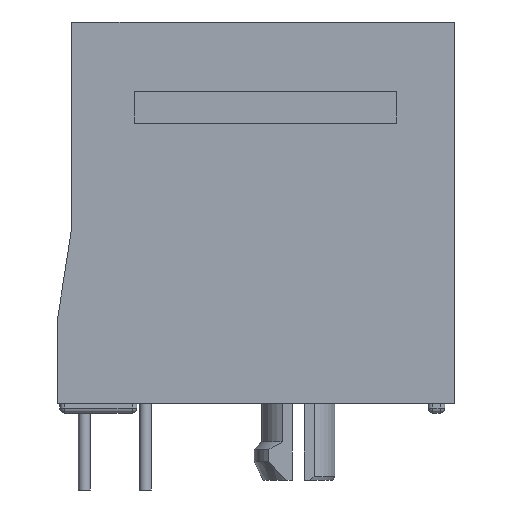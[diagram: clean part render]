
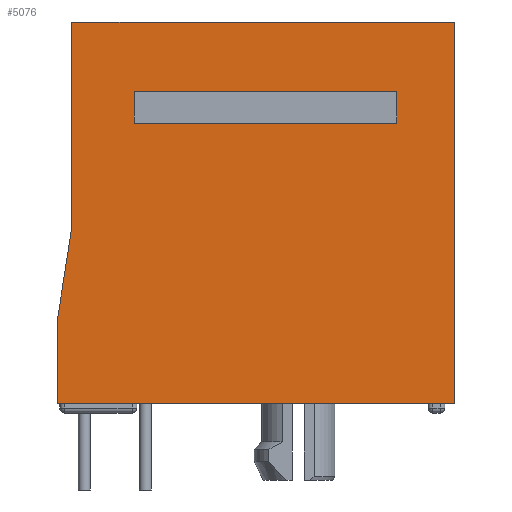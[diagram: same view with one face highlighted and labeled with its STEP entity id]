
A CAD part, front view. The second image highlights one B-rep face of the part: STEP entity #5076.
In plain terms, the highlighted planar face has unit normal (0, -1, 0).
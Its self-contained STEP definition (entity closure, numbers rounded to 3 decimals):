
#5076 = ADVANCED_FACE('',(#5077,#5127),#5161,.F.);
#5077 = FACE_BOUND('',#5078,.T.);
#5078 = EDGE_LOOP('',(#5079,#5089,#5097,#5105,#5113,#5121));
#5079 = ORIENTED_EDGE('',*,*,#5080,.F.);
#5080 = EDGE_CURVE('',#5081,#5083,#5085,.T.);
#5081 = VERTEX_POINT('',#5082);
#5082 = CARTESIAN_POINT('',(6.5,-6.73,0.4));
#5083 = VERTEX_POINT('',#5084);
#5084 = CARTESIAN_POINT('',(-10.,-6.73,0.4));
#5085 = LINE('',#5086,#5087);
#5086 = CARTESIAN_POINT('',(6.5,-6.73,0.4));
#5087 = VECTOR('',#5088,1.);
#5088 = DIRECTION('',(-1.,0.,0.));
#5089 = ORIENTED_EDGE('',*,*,#5090,.F.);
#5090 = EDGE_CURVE('',#5091,#5081,#5093,.T.);
#5091 = VERTEX_POINT('',#5092);
#5092 = CARTESIAN_POINT('',(6.5,-6.73,16.25));
#5093 = LINE('',#5094,#5095);
#5094 = CARTESIAN_POINT('',(6.5,-6.73,16.25));
#5095 = VECTOR('',#5096,1.);
#5096 = DIRECTION('',(0.,0.,-1.));
#5097 = ORIENTED_EDGE('',*,*,#5098,.F.);
#5098 = EDGE_CURVE('',#5099,#5091,#5101,.T.);
#5099 = VERTEX_POINT('',#5100);
#5100 = CARTESIAN_POINT('',(-9.4,-6.73,16.25));
#5101 = LINE('',#5102,#5103);
#5102 = CARTESIAN_POINT('',(-9.4,-6.73,16.25));
#5103 = VECTOR('',#5104,1.);
#5104 = DIRECTION('',(1.,0.,0.));
#5105 = ORIENTED_EDGE('',*,*,#5106,.F.);
#5106 = EDGE_CURVE('',#5107,#5099,#5109,.T.);
#5107 = VERTEX_POINT('',#5108);
#5108 = CARTESIAN_POINT('',(-9.4,-6.73,7.75));
#5109 = LINE('',#5110,#5111);
#5110 = CARTESIAN_POINT('',(-9.4,-6.73,7.75));
#5111 = VECTOR('',#5112,1.);
#5112 = DIRECTION('',(0.,0.,1.));
#5113 = ORIENTED_EDGE('',*,*,#5114,.F.);
#5114 = EDGE_CURVE('',#5115,#5107,#5117,.T.);
#5115 = VERTEX_POINT('',#5116);
#5116 = CARTESIAN_POINT('',(-10.,-6.73,3.9));
#5117 = LINE('',#5118,#5119);
#5118 = CARTESIAN_POINT('',(-10.,-6.73,3.9));
#5119 = VECTOR('',#5120,1.);
#5120 = DIRECTION('',(0.154,0.,0.988)
  );
#5121 = ORIENTED_EDGE('',*,*,#5122,.F.);
#5122 = EDGE_CURVE('',#5083,#5115,#5123,.T.);
#5123 = LINE('',#5124,#5125);
#5124 = CARTESIAN_POINT('',(-10.,-6.73,0.4));
#5125 = VECTOR('',#5126,1.);
#5126 = DIRECTION('',(0.,0.,1.));
#5127 = FACE_BOUND('',#5128,.T.);
#5128 = EDGE_LOOP('',(#5129,#5139,#5147,#5155));
#5129 = ORIENTED_EDGE('',*,*,#5130,.T.);
#5130 = EDGE_CURVE('',#5131,#5133,#5135,.T.);
#5131 = VERTEX_POINT('',#5132);
#5132 = CARTESIAN_POINT('',(4.1,-6.73,13.35));
#5133 = VERTEX_POINT('',#5134);
#5134 = CARTESIAN_POINT('',(4.1,-6.73,12.05));
#5135 = LINE('',#5136,#5137);
#5136 = CARTESIAN_POINT('',(4.1,-6.73,13.35));
#5137 = VECTOR('',#5138,1.);
#5138 = DIRECTION('',(0.,-0.,-1.));
#5139 = ORIENTED_EDGE('',*,*,#5140,.F.);
#5140 = EDGE_CURVE('',#5141,#5133,#5143,.T.);
#5141 = VERTEX_POINT('',#5142);
#5142 = CARTESIAN_POINT('',(-6.8,-6.73,12.05));
#5143 = LINE('',#5144,#5145);
#5144 = CARTESIAN_POINT('',(-6.8,-6.73,12.05));
#5145 = VECTOR('',#5146,1.);
#5146 = DIRECTION('',(1.,0.,0.));
#5147 = ORIENTED_EDGE('',*,*,#5148,.T.);
#5148 = EDGE_CURVE('',#5141,#5149,#5151,.T.);
#5149 = VERTEX_POINT('',#5150);
#5150 = CARTESIAN_POINT('',(-6.8,-6.73,13.35));
#5151 = LINE('',#5152,#5153);
#5152 = CARTESIAN_POINT('',(-6.8,-6.73,12.05));
#5153 = VECTOR('',#5154,1.);
#5154 = DIRECTION('',(0.,0.,1.));
#5155 = ORIENTED_EDGE('',*,*,#5156,.T.);
#5156 = EDGE_CURVE('',#5149,#5131,#5157,.T.);
#5157 = LINE('',#5158,#5159);
#5158 = CARTESIAN_POINT('',(-6.8,-6.73,13.35));
#5159 = VECTOR('',#5160,1.);
#5160 = DIRECTION('',(1.,0.,0.));
#5161 = PLANE('',#5162);
#5162 = AXIS2_PLACEMENT_3D('',#5163,#5164,#5165);
#5163 = CARTESIAN_POINT('',(0.,-6.73,0.));
#5164 = DIRECTION('',(0.,1.,0.));
#5165 = DIRECTION('',(0.,-0.,-1.));
